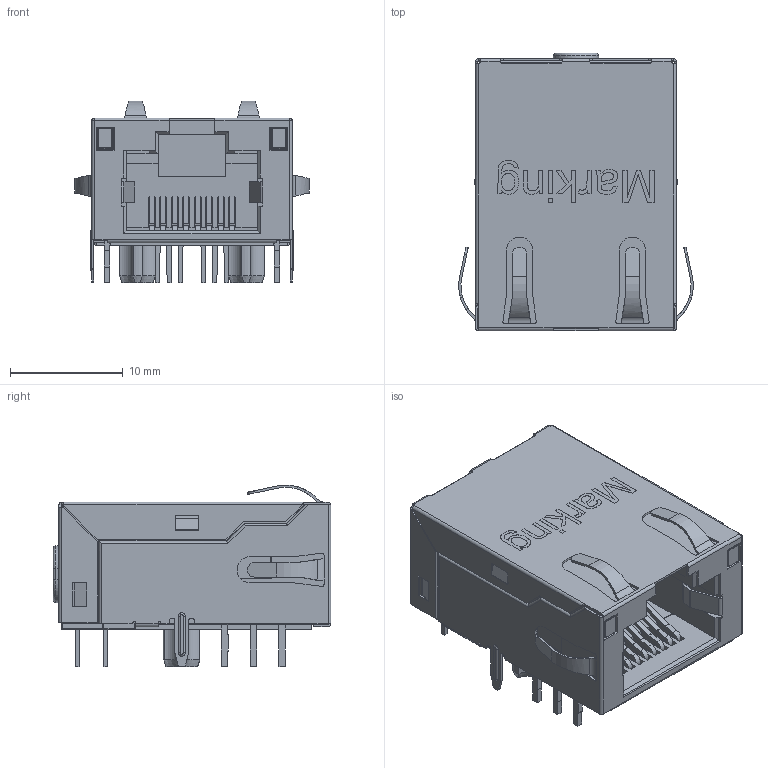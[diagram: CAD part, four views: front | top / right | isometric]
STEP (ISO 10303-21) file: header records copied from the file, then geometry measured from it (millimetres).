
FILE_DESCRIPTION(/* description */ ('Unknown'),/* implementation_level */ '2;1');
FILE_NAME(/* name */ '7499111615',/* time_stamp */ '2021-12-22T19:21:13+01:00',/* author */ ('Unknown'),/* organization */ ('Unknown'),/* preprocessor_version */ 'ST-DEVELOPER v16.7',/* originating_system */ 'Solid Edge',/* authorisation */ 'Unknown');
FILE_SCHEMA (('AUTOMOTIVE_DESIGN {1 0 10303 214 3 1 1}'));
Products named in the file (12): 7499111615; housing; shielding; connect-pins; insert; PCB-pins; PCB; pin-protection; LED-2 pins; LED-3 pins; shielding-lock; LightPipe
Assembly tree (15 placements, depth 2):
  7499111615
    housing
    shielding
    connect-pins
    insert
    PCB-pins
    PCB
    pin-protection
    LED-2 pins
    LED-3 pins
    shielding-lock  x4
    LightPipe  x2
Bounding box: 20.77 x 24.6 x 16.1 mm (x, y, z)
Volume: 2447.3 mm3; surface area: 8478.9 mm2
Topology: 33 solids, 33 shells, 2317 faces, 6231 edges, 3978 vertices
Faces by surface type: plane 1711, cylinder 502, bspline 48, cone 20, sphere 18, torus 18
Full cylindrical faces by diameter (mm): 0.82 x2, 0.84 x2
Entity records: 75802 total; most frequent: CARTESIAN_POINT 14208, ORIENTED_EDGE 12230, DIRECTION 11330, EDGE_CURVE 6115, LINE 4972, VECTOR 4972, VERTEX_POINT 3917, AXIS2_PLACEMENT_3D 3179
